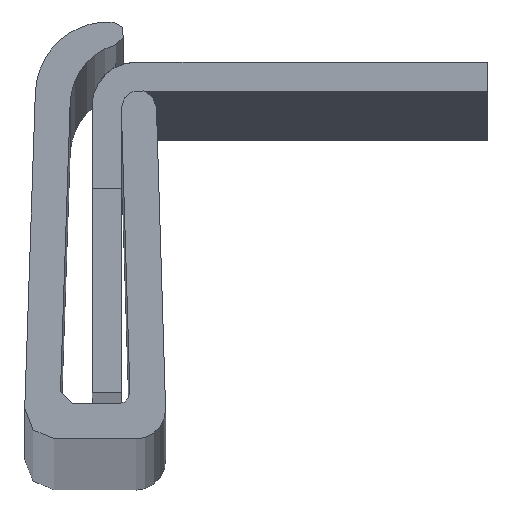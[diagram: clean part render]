
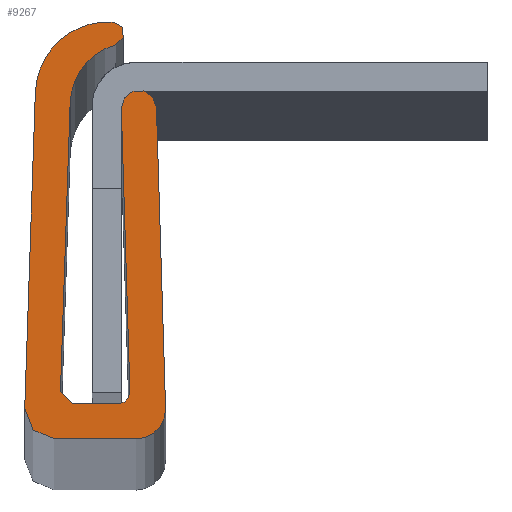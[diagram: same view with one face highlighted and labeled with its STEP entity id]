
A CAD part, top view. The second image highlights one B-rep face of the part: STEP entity #9267.
In plain terms, the highlighted planar face has unit normal (0, 0, 1).
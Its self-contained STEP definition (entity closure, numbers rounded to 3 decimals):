
#929=CARTESIAN_POINT('',(-2.403,1.038,977.));
#930=CARTESIAN_POINT('',(-2.41,0.845,977.));
#931=CARTESIAN_POINT('',(-2.326,0.509,977.));
#932=CARTESIAN_POINT('',(-1.932,0.103,977.));
#933=CARTESIAN_POINT('',(-1.603,0.002,977.));
#934=CARTESIAN_POINT('',(-1.402,0.002,977.));
#936=DIRECTION('',(-0.034,-0.999,0.));
#937=VECTOR('',#936,10.828);
#938=CARTESIAN_POINT('',(-2.04,11.86,977.));
#939=LINE('',#938,#937);
#940=CARTESIAN_POINT('',(0.457,11.745,977.));
#941=DIRECTION('',(0.,0.,1.));
#942=DIRECTION('',(0.063,0.998,0.));
#943=AXIS2_PLACEMENT_3D('',#940,#941,#942);
#945=CARTESIAN_POINT('',(0.59,13.841,977.));
#946=DIRECTION('',(0.,0.,1.));
#947=DIRECTION('',(0.269,-0.963,0.));
#948=AXIS2_PLACEMENT_3D('',#945,#946,#947);
#950=CARTESIAN_POINT('',(1.267,11.413,977.));
#951=DIRECTION('',(0.,0.,-1.));
#952=DIRECTION('',(-1.,0.024,0.));
#953=AXIS2_PLACEMENT_3D('',#950,#951,#952);
#955=DIRECTION('',(0.034,0.999,0.));
#956=VECTOR('',#955,9.857);
#957=CARTESIAN_POINT('',(-1.183,1.611,977.));
#958=LINE('',#957,#956);
#959=CARTESIAN_POINT('',(-0.786,1.201,977.));
#960=CARTESIAN_POINT('',(-0.867,1.201,977.));
#961=CARTESIAN_POINT('',(-0.991,1.242,977.));
#962=CARTESIAN_POINT('',(-1.151,1.401,977.));
#963=CARTESIAN_POINT('',(-1.185,1.534,977.));
#964=CARTESIAN_POINT('',(-1.183,1.611,977.));
#966=DIRECTION('',(-1.,0.001,0.));
#967=VECTOR('',#966,1.575);
#968=CARTESIAN_POINT('',(0.789,1.2,977.));
#969=LINE('',#968,#967);
#970=CARTESIAN_POINT('',(0.789,1.6,977.));
#971=DIRECTION('',(0.,0.,-1.));
#972=DIRECTION('',(1.,0.017,0.));
#973=AXIS2_PLACEMENT_3D('',#970,#971,#972);
#975=DIRECTION('',(0.03,-1.,0.));
#976=VECTOR('',#975,9.687);
#977=CARTESIAN_POINT('',(0.896,11.29,977.));
#978=LINE('',#977,#976);
#979=CARTESIAN_POINT('',(1.496,11.308,977.));
#980=DIRECTION('',(0.,0.,1.));
#981=DIRECTION('',(1.,0.03,0.));
#982=AXIS2_PLACEMENT_3D('',#979,#980,#981);
#984=DIRECTION('',(-0.03,1.,0.));
#985=VECTOR('',#984,10.301);
#986=CARTESIAN_POINT('',(2.407,1.03,977.));
#987=LINE('',#986,#985);
#988=CARTESIAN_POINT('',(1.407,1.,977.));
#989=DIRECTION('',(0.,0.,1.));
#990=DIRECTION('',(0.,-1.,0.));
#991=AXIS2_PLACEMENT_3D('',#988,#989,#990);
#993=DIRECTION('',(1.,-0.001,0.));
#994=VECTOR('',#993,2.809);
#995=CARTESIAN_POINT('',(-1.402,0.002,977.));
#996=LINE('',#995,#994);
#7321=VERTEX_POINT('',#929);
#7322=VERTEX_POINT('',#934);
#7323=CARTESIAN_POINT('',(1.407,0.,977.));
#7324=VERTEX_POINT('',#7323);
#7325=CARTESIAN_POINT('',(2.407,1.03,977.));
#7326=VERTEX_POINT('',#7325);
#7327=CARTESIAN_POINT('',(2.096,11.326,977.));
#7328=VERTEX_POINT('',#7327);
#7329=CARTESIAN_POINT('',(0.896,11.29,977.));
#7330=VERTEX_POINT('',#7329);
#7331=CARTESIAN_POINT('',(1.189,1.607,977.));
#7332=VERTEX_POINT('',#7331);
#7333=CARTESIAN_POINT('',(0.789,1.2,977.));
#7334=VERTEX_POINT('',#7333);
#7335=CARTESIAN_POINT('',(-0.786,1.201,977.));
#7336=VERTEX_POINT('',#7335);
#7337=VERTEX_POINT('',#964);
#7338=CARTESIAN_POINT('',(-0.853,11.463,977.));
#7339=VERTEX_POINT('',#7338);
#7340=CARTESIAN_POINT('',(0.697,13.456,977.));
#7341=VERTEX_POINT('',#7340);
#7342=CARTESIAN_POINT('',(0.615,14.24,977.));
#7343=VERTEX_POINT('',#7342);
#7344=CARTESIAN_POINT('',(-2.04,11.86,977.));
#7345=VERTEX_POINT('',#7344);
#9234=CARTESIAN_POINT('',(0.,0.,977.));
#9235=DIRECTION('',(0.,0.,1.));
#9236=DIRECTION('',(0.,1.,0.));
#9237=AXIS2_PLACEMENT_3D('',#9234,#9235,#9236);
#9238=PLANE('',#9237);
#9240=ORIENTED_EDGE('',*,*,#9239,.F.);
#9242=ORIENTED_EDGE('',*,*,#9241,.F.);
#9244=ORIENTED_EDGE('',*,*,#9243,.F.);
#9246=ORIENTED_EDGE('',*,*,#9245,.F.);
#9248=ORIENTED_EDGE('',*,*,#9247,.F.);
#9250=ORIENTED_EDGE('',*,*,#9249,.F.);
#9252=ORIENTED_EDGE('',*,*,#9251,.F.);
#9254=ORIENTED_EDGE('',*,*,#9253,.F.);
#9256=ORIENTED_EDGE('',*,*,#9255,.F.);
#9257=ORIENTED_EDGE('',*,*,#9224,.F.);
#9258=ORIENTED_EDGE('',*,*,#7733,.F.);
#9260=ORIENTED_EDGE('',*,*,#9259,.F.);
#9262=ORIENTED_EDGE('',*,*,#9261,.F.);
#9264=ORIENTED_EDGE('',*,*,#9263,.F.);
#9265=EDGE_LOOP('',(#9240,#9242,#9244,#9246,#9248,#9250,#9252,#9254,#9256,#9257,
#9258,#9260,#9262,#9264));
#9266=FACE_OUTER_BOUND('',#9265,.F.);
#9267=ADVANCED_FACE('',(#9266),#9238,.T.);
#935=B_SPLINE_CURVE_WITH_KNOTS('',3,(#929,#930,#931,#932,#933,#934),
.UNSPECIFIED.,.F.,.F.,(4,1,1,4),(0.,0.333,0.667,1.),
.UNSPECIFIED.);
#944=CIRCLE('',#943,2.5);
#949=CIRCLE('',#948,0.4);
#954=CIRCLE('',#953,2.121);
#965=B_SPLINE_CURVE_WITH_KNOTS('',3,(#959,#960,#961,#962,#963,#964),
.UNSPECIFIED.,.F.,.F.,(4,1,1,4),(0.,0.333,0.667,1.),
.UNSPECIFIED.);
#974=CIRCLE('',#973,0.4);
#983=CIRCLE('',#982,0.6);
#992=CIRCLE('',#991,1.);
#7733=EDGE_CURVE('',#7328,#7330,#983,.T.);
#9224=EDGE_CURVE('',#7330,#7332,#978,.T.);
#9239=EDGE_CURVE('',#7321,#7322,#935,.T.);
#9241=EDGE_CURVE('',#7345,#7321,#939,.T.);
#9243=EDGE_CURVE('',#7343,#7345,#944,.T.);
#9245=EDGE_CURVE('',#7341,#7343,#949,.T.);
#9247=EDGE_CURVE('',#7339,#7341,#954,.T.);
#9249=EDGE_CURVE('',#7337,#7339,#958,.T.);
#9251=EDGE_CURVE('',#7336,#7337,#965,.T.);
#9253=EDGE_CURVE('',#7334,#7336,#969,.T.);
#9255=EDGE_CURVE('',#7332,#7334,#974,.T.);
#9259=EDGE_CURVE('',#7326,#7328,#987,.T.);
#9261=EDGE_CURVE('',#7324,#7326,#992,.T.);
#9263=EDGE_CURVE('',#7322,#7324,#996,.T.);
